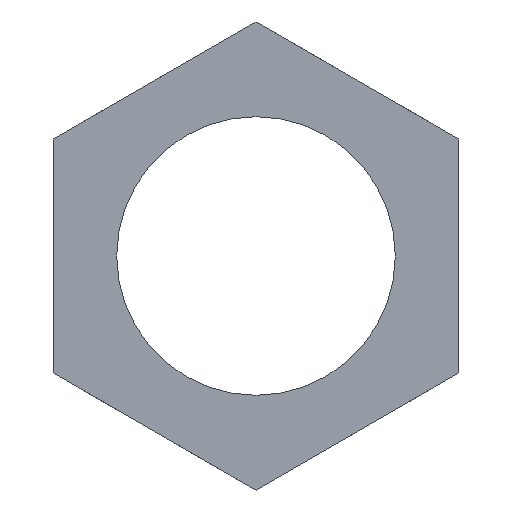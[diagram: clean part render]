
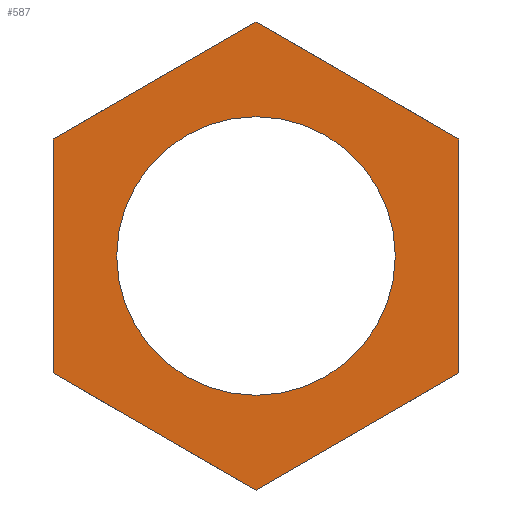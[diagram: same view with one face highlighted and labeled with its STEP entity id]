
A CAD part, front view. The second image highlights one B-rep face of the part: STEP entity #587.
In plain terms, the highlighted planar face has unit normal (0, -1, 0).
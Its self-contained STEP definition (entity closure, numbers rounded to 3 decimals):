
#7 = ORIENTED_EDGE ( 'NONE', *, *, #177, .F. ) ;
#9 = ORIENTED_EDGE ( 'NONE', *, *, #578, .T. ) ;
#10 = ORIENTED_EDGE ( 'NONE', *, *, #573, .F. ) ;
#11 = ORIENTED_EDGE ( 'NONE', *, *, #577, .F. ) ;
#12 = ORIENTED_EDGE ( 'NONE', *, *, #602, .F. ) ;
#13 = ORIENTED_EDGE ( 'NONE', *, *, #597, .F. ) ;
#92 = VECTOR ( 'NONE', #447, 1000. ) ;
#105 = VECTOR ( 'NONE', #398, 1000. ) ;
#118 = VECTOR ( 'NONE', #342, 1000. ) ;
#119 = CIRCLE ( 'NONE', #128, 11. ) ;
#120 = CIRCLE ( 'NONE', #134, 11. ) ;
#126 = VECTOR ( 'NONE', #406, 1000. ) ;
#128 = AXIS2_PLACEMENT_3D ( 'NONE', #400, #399, #435 ) ;
#134 = AXIS2_PLACEMENT_3D ( 'NONE', #344, #310, #325 ) ;
#154 = LINE ( 'NONE', #268, #498 ) ;
#156 = LINE ( 'NONE', #278, #496 ) ;
#177 = EDGE_CURVE ( 'NONE', #523, #199, #556, .T. ) ;
#196 = EDGE_LOOP ( 'NONE', ( #467, #9 ) ) ;
#199 = VERTEX_POINT ( 'NONE', #234 ) ;
#203 = VERTEX_POINT ( 'NONE', #338 ) ;
#230 = CARTESIAN_POINT ( 'NONE',  ( 0., 0., 18.475 ) ) ;
#231 = DIRECTION ( 'NONE',  ( -0.866, 0., -0.5 ) ) ;
#234 = CARTESIAN_POINT ( 'NONE',  ( 16., 0., 9.238 ) ) ;
#268 = CARTESIAN_POINT ( 'NONE',  ( -16., 0., -9.238 ) ) ;
#278 = CARTESIAN_POINT ( 'NONE',  ( 16., 0., -9.238 ) ) ;
#287 = DIRECTION ( 'NONE',  ( 0., 0., -1. ) ) ;
#288 = PLANE ( 'NONE',  #493 ) ;
#310 = DIRECTION ( 'NONE',  ( 0., 1., 0. ) ) ;
#325 = DIRECTION ( 'NONE',  ( 0., 0., 1. ) ) ;
#333 = CARTESIAN_POINT ( 'NONE',  ( -16., 0., 9.238 ) ) ;
#334 = CARTESIAN_POINT ( 'NONE',  ( -16., 0., -9.238 ) ) ;
#336 = CARTESIAN_POINT ( 'NONE',  ( 0., 0., 11. ) ) ;
#338 = CARTESIAN_POINT ( 'NONE',  ( 16., 0., -9.238 ) ) ;
#341 = CARTESIAN_POINT ( 'NONE',  ( 0., 0., -18.475 ) ) ;
#342 = DIRECTION ( 'NONE',  ( 0., 0., -1. ) ) ;
#343 = CARTESIAN_POINT ( 'NONE',  ( 16., 0., 9.238 ) ) ;
#344 = CARTESIAN_POINT ( 'NONE',  ( 0., 0., 0. ) ) ;
#349 = CARTESIAN_POINT ( 'NONE',  ( 0., 0., 18.475 ) ) ;
#387 = CARTESIAN_POINT ( 'NONE',  ( 0., 0., -18.475 ) ) ;
#398 = DIRECTION ( 'NONE',  ( -0.866, 0., 0.5 ) ) ;
#399 = DIRECTION ( 'NONE',  ( 0., 1., 0. ) ) ;
#400 = CARTESIAN_POINT ( 'NONE',  ( 0., 0., 0. ) ) ;
#403 = DIRECTION ( 'NONE',  ( 0., 0., 1. ) ) ;
#406 = DIRECTION ( 'NONE',  ( 0.866, 0., 0.5 ) ) ;
#427 = DIRECTION ( 'NONE',  ( 0., -1., 0. ) ) ;
#429 = CARTESIAN_POINT ( 'NONE',  ( -16., 0., 9.238 ) ) ;
#435 = DIRECTION ( 'NONE',  ( 0., 0., 1. ) ) ;
#439 = CARTESIAN_POINT ( 'NONE',  ( -16., 0., 9.238 ) ) ;
#445 = CARTESIAN_POINT ( 'NONE',  ( 0., 0., -11. ) ) ;
#447 = DIRECTION ( 'NONE',  ( 0.866, 0., -0.5 ) ) ;
#467 = ORIENTED_EDGE ( 'NONE', *, *, #569, .T. ) ;
#468 = ORIENTED_EDGE ( 'NONE', *, *, #568, .F. ) ;
#493 = AXIS2_PLACEMENT_3D ( 'NONE', #429, #427, #287 ) ;
#496 = VECTOR ( 'NONE', #231, 1000. ) ;
#498 = VECTOR ( 'NONE', #403, 1000. ) ;
#513 = EDGE_LOOP ( 'NONE', ( #10, #12, #11, #13, #468, #7 ) ) ;
#517 = VERTEX_POINT ( 'NONE', #336 ) ;
#518 = VERTEX_POINT ( 'NONE', #334 ) ;
#519 = VERTEX_POINT ( 'NONE', #333 ) ;
#523 = VERTEX_POINT ( 'NONE', #349 ) ;
#524 = VERTEX_POINT ( 'NONE', #445 ) ;
#531 = FACE_BOUND ( 'NONE', #196, .T. ) ;
#536 = VERTEX_POINT ( 'NONE', #341 ) ;
#555 = LINE ( 'NONE', #343, #118 ) ;
#556 = LINE ( 'NONE', #230, #92 ) ;
#557 = FACE_OUTER_BOUND ( 'NONE', #513, .T. ) ;
#558 = LINE ( 'NONE', #439, #126 ) ;
#560 = LINE ( 'NONE', #387, #105 ) ;
#568 = EDGE_CURVE ( 'NONE', #199, #203, #555, .T. ) ;
#569 = EDGE_CURVE ( 'NONE', #524, #517, #120, .T. ) ;
#573 = EDGE_CURVE ( 'NONE', #519, #523, #558, .T. ) ;
#577 = EDGE_CURVE ( 'NONE', #536, #518, #560, .T. ) ;
#578 = EDGE_CURVE ( 'NONE', #517, #524, #119, .T. ) ;
#587 = ADVANCED_FACE ( 'NONE', ( #557, #531 ), #288, .T. ) ;
#597 = EDGE_CURVE ( 'NONE', #203, #536, #156, .T. ) ;
#602 = EDGE_CURVE ( 'NONE', #518, #519, #154, .T. ) ;
